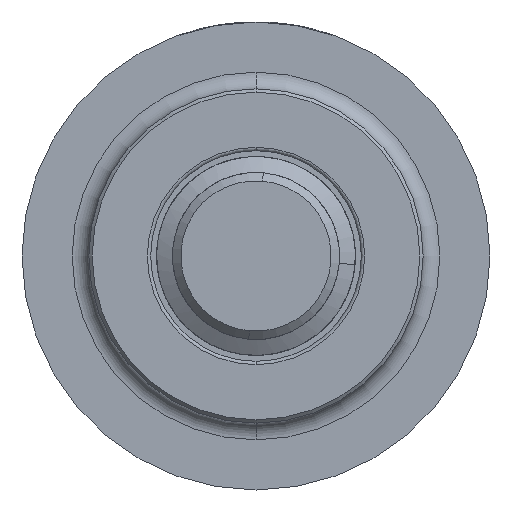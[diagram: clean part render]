
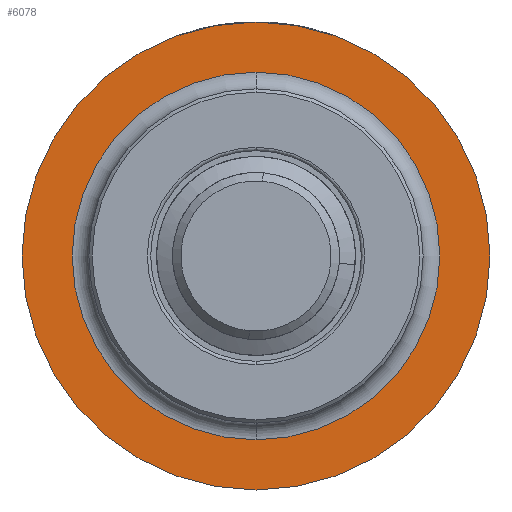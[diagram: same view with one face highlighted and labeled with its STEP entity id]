
A CAD part, front view. The second image highlights one B-rep face of the part: STEP entity #6078.
In plain terms, the highlighted planar face has unit normal (0, -1, 0).
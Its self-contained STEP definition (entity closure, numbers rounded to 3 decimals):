
#47 = DIRECTION ( 'NONE',  ( 0., 0., -1. ) ) ;
#180 = EDGE_LOOP ( 'NONE', ( #958, #3625 ) ) ;
#230 = FACE_BOUND ( 'NONE', #669, .T. ) ;
#669 = EDGE_LOOP ( 'NONE', ( #3743, #7423 ) ) ;
#717 = CIRCLE ( 'NONE', #4173, 14. ) ;
#958 = ORIENTED_EDGE ( 'NONE', *, *, #3371, .T. ) ;
#1053 = CARTESIAN_POINT ( 'NONE',  ( 0., 7.42, 0. ) ) ;
#1131 = CARTESIAN_POINT ( 'NONE',  ( 0., 7.42, 0. ) ) ;
#1363 = CARTESIAN_POINT ( 'NONE',  ( 0., 7.42, 0. ) ) ;
#1684 = DIRECTION ( 'NONE',  ( 0., 0., -1. ) ) ;
#2336 = FACE_OUTER_BOUND ( 'NONE', #180, .T. ) ;
#2464 = AXIS2_PLACEMENT_3D ( 'NONE', #5686, #7612, #47 ) ;
#3101 = CARTESIAN_POINT ( 'NONE',  ( 0., 7.42, 11. ) ) ;
#3205 = AXIS2_PLACEMENT_3D ( 'NONE', #1053, #5499, #1684 ) ;
#3371 = EDGE_CURVE ( 'NONE', #6631, #7430, #717, .T. ) ;
#3625 = ORIENTED_EDGE ( 'NONE', *, *, #5600, .T. ) ;
#3743 = ORIENTED_EDGE ( 'NONE', *, *, #5711, .F. ) ;
#4113 = CIRCLE ( 'NONE', #4994, 11. ) ;
#4173 = AXIS2_PLACEMENT_3D ( 'NONE', #1363, #5123, #5744 ) ;
#4199 = CIRCLE ( 'NONE', #6451, 14. ) ;
#4551 = EDGE_CURVE ( 'NONE', #5742, #5738, #4113, .T. ) ;
#4917 = DIRECTION ( 'NONE',  ( 0., -1., 0. ) ) ;
#4933 = PLANE ( 'NONE',  #2464 ) ;
#4994 = AXIS2_PLACEMENT_3D ( 'NONE', #5004, #4917, #6219 ) ;
#5004 = CARTESIAN_POINT ( 'NONE',  ( 0., 7.42, 0. ) ) ;
#5123 = DIRECTION ( 'NONE',  ( 0., -1., 0. ) ) ;
#5499 = DIRECTION ( 'NONE',  ( 0., -1., 0. ) ) ;
#5521 = CARTESIAN_POINT ( 'NONE',  ( 0., 7.42, -14. ) ) ;
#5570 = DIRECTION ( 'NONE',  ( 0., 0., -1. ) ) ;
#5600 = EDGE_CURVE ( 'NONE', #7430, #6631, #4199, .T. ) ;
#5686 = CARTESIAN_POINT ( 'NONE',  ( 11., 7.42, 0. ) ) ;
#5711 = EDGE_CURVE ( 'NONE', #5738, #5742, #6269, .T. ) ;
#5738 = VERTEX_POINT ( 'NONE', #6124 ) ;
#5742 = VERTEX_POINT ( 'NONE', #3101 ) ;
#5744 = DIRECTION ( 'NONE',  ( 0., 0., -1. ) ) ;
#6078 = ADVANCED_FACE ( 'NONE', ( #2336, #230 ), #4933, .T. ) ;
#6124 = CARTESIAN_POINT ( 'NONE',  ( 0., 7.42, -11. ) ) ;
#6219 = DIRECTION ( 'NONE',  ( 0., 0., -1. ) ) ;
#6269 = CIRCLE ( 'NONE', #3205, 11. ) ;
#6451 = AXIS2_PLACEMENT_3D ( 'NONE', #1131, #6791, #5570 ) ;
#6631 = VERTEX_POINT ( 'NONE', #5521 ) ;
#6791 = DIRECTION ( 'NONE',  ( 0., -1., 0. ) ) ;
#7420 = CARTESIAN_POINT ( 'NONE',  ( 0., 7.42, 14. ) ) ;
#7423 = ORIENTED_EDGE ( 'NONE', *, *, #4551, .F. ) ;
#7430 = VERTEX_POINT ( 'NONE', #7420 ) ;
#7612 = DIRECTION ( 'NONE',  ( 0., -1., 0. ) ) ;
